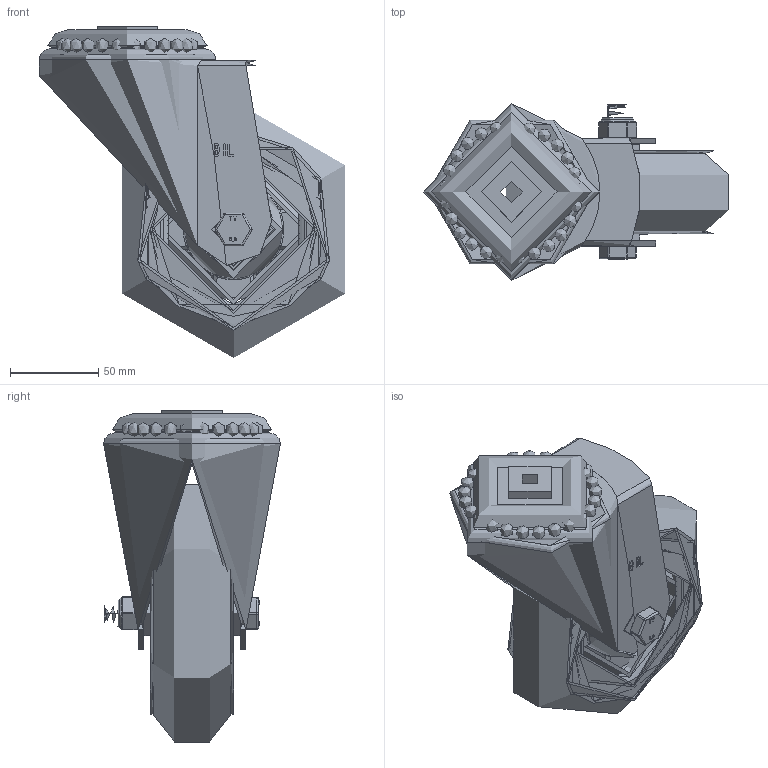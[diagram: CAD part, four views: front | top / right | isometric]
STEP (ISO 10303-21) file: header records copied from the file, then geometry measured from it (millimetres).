
FILE_DESCRIPTION(/* description */ ('','CAx-IF Rec.Pracs.---Representation and Presentation of Product Manufacturing Information (PMI)---4.0---2014-10-13'),/* implementation_level */ '2;1');
FILE_NAME(/* name */ 'BZMM150SRERGBJBH12.step',/* time_stamp */ '2025-01-03T14:20:18Z',/* author */ (''),/* organization */ (''),/* preprocessor_version */ 'ST-DEVELOPER v20',/* originating_system */ 'Autodesk Translation Framework v13.20.0.188',/* authorisation */ '');
FILE_SCHEMA (('AP242_MANAGED_MODEL_BASED_3D_ENGINEERING_MIM_LF { 1 0 10303 442 1 1 4 }'));
Length unit declared in the file: millimetre
Products named in the file (32): BZMM150SRERGBJBH12; BZMM150ASBH12 - 55 v1; ZINC PLATED, PRESSED STEEL FORKS; ZINC PLATED, PRESSED STEEL HEAD; ZINC PLATED, PRESSED STEEL HEAD Geometry; BALL BEARINGS; BALL BEARINGS2; Component2; Component1; BZH150WSRERGBJM20 v1; 55 SHORE A ELASTIC RUBBER TYRE; ALUMINIUM RIM; BEARING6204; BALL BEARINGS (1); BEARING6204 (1); BALL BEARINGS (1) (1); Component3; INNER; OUTER; MIDDLE; RUBBER; BEARING SPACER; TH20X5X12 - 2 v1; ZINC PLATED, HEADED SPACER; TH20X5X12 - 2 v1 (1); ZINC PLATED, HEADED SPACER (1); HEXBOLTM12X80Z8.8 v2; GRADE 8.8 ZINC PLATED BOLT; NYLOCM12Z v1; NYLOC NUT; NUT; RUBBER (1)
Assembly tree (93 placements, depth 6):
  BZMM150SRERGBJBH12
    BZMM150ASBH12 - 55 v1
      ZINC PLATED, PRESSED STEEL FORKS
      ZINC PLATED, PRESSED STEEL HEAD
        ZINC PLATED, PRESSED STEEL HEAD Geometry
        BALL BEARINGS
          Component1  x25
          BALL BEARINGS2
            Component2  x20
    BZH150WSRERGBJM20 v1
      55 SHORE A ELASTIC RUBBER TYRE
      ALUMINIUM RIM
      BEARING6204
        INNER
        OUTER
        BALL BEARINGS (1)
          Component3  x8
        MIDDLE
        RUBBER
      BEARING6204 (1)
        BALL BEARINGS (1) (1)
          Component3  x8
        INNER
        OUTER
        MIDDLE
        RUBBER
      BEARING SPACER
    TH20X5X12 - 2 v1
      ZINC PLATED, HEADED SPACER
    TH20X5X12 - 2 v1 (1)
      ZINC PLATED, HEADED SPACER (1)
    HEXBOLTM12X80Z8.8 v2
      GRADE 8.8 ZINC PLATED BOLT
    NYLOCM12Z v1
      NYLOC NUT
        NUT
        RUBBER (1)
Bounding box: 172.96 x 100 x 187.7 mm (x, y, z)
Volume: 710441.7 mm3; surface area: 232829.1 mm2
Topology: 81 solids, 81 shells, 1237 faces, 3134 edges, 2055 vertices
Faces by surface type: bspline 438, plane 418, cylinder 199, sphere 111, torus 64, cone 7
Full cylindrical faces by diameter (mm): 9.836 x18, 11.834 x18, 12 x3, 12.2 x1, 12.5 x4, 14 x2, 18 x1, 18.5 x1, 19.75 x2, 20 x3, 23 x1, 24 x1, 25 x2, 27 x2, 28.5 x8, 30.8 x4, 31.3 x4, 34 x1, 39 x2, 40.3 x4, 40.5 x4, 40.8 x4, 42 x10, 43 x1, 47 x4, 55 x2, 58 x1, 63 x1, 79 x2, 85 x2
Entity records: 54787 total; most frequent: CARTESIAN_POINT 35509, ORIENTED_EDGE 4076, DIRECTION 3234, EDGE_CURVE 2038, VERTEX_POINT 1331, AXIS2_PLACEMENT_3D 1257, EDGE_LOOP 973, FACE_OUTER_BOUND 833
